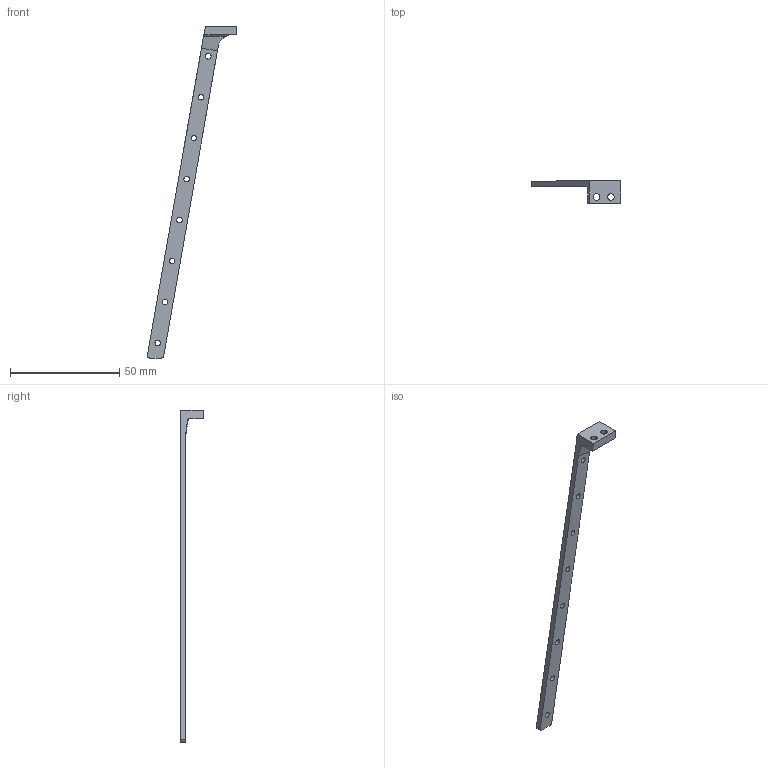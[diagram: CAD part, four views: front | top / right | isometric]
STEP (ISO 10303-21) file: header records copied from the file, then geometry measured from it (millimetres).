
FILE_DESCRIPTION(/* description */ ('','CAx-IF Rec.Pracs.---Representation and Presentation of Product Manufacturing Information (PMI)---4.0---2014-10-13'),/* implementation_level */ '2;1');
FILE_NAME(/* name */ 'DualMotorFish v214.step',/* time_stamp */ '2025-02-05T15:38:25-08:00',/* author */ (''),/* organization */ (''),/* preprocessor_version */ 'ST-DEVELOPER v20',/* originating_system */ 'Autodesk Translation Framework v13.20.0.188',/* authorisation */ '');
FILE_SCHEMA (('INTEGRATED_CNC_SCHEMA','AP242_MANAGED_MODEL_BASED_3D_ENGINEERING_MIM_LF { 1 0 10303 442 1 1 4 }'));
Length unit declared in the file: millimetre
Products named in the file (2): DualMotorFish; NewFinray
Assembly tree (1 placements, depth 2):
  DualMotorFish
    NewFinray
Bounding box: 40.86 x 10.5 x 151.72 mm (x, y, z)
Volume: 3191.3 mm3; surface area: 3572.4 mm2
Topology: 1 solids, 1 shells, 25 faces, 69 edges, 46 vertices
Faces by surface type: cylinder 14, plane 11
Full cylindrical faces by diameter (mm): 2.529 x8, 3 x2
Entity records: 934 total; most frequent: DIRECTION 151, CARTESIAN_POINT 148, ORIENTED_EDGE 138, EDGE_CURVE 69, AXIS2_PLACEMENT_3D 55, VERTEX_POINT 46, EDGE_LOOP 45, LINE 41
